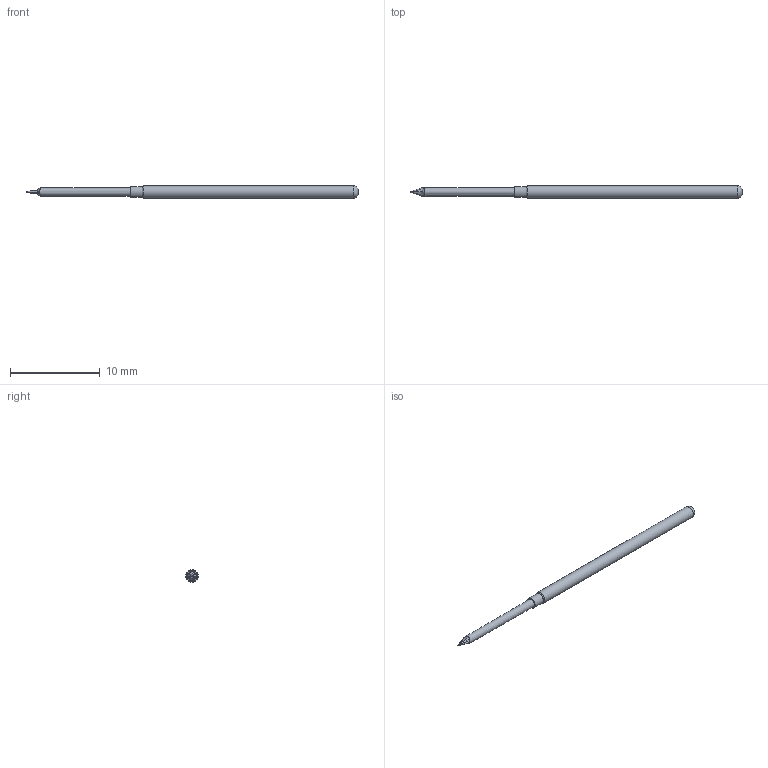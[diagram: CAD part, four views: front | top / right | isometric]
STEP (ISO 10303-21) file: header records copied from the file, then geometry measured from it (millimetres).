
FILE_DESCRIPTION (( 'STEP AP214' ), '1' );
FILE_NAME ('100-PR_409R_-S.STEP', '2017-10-06T18:12:48', ( '' ), ( '' ), 'SwSTEP 2.0', 'SolidWorks 2017', '' );
FILE_SCHEMA (( 'AUTOMOTIVE_DESIGN' ));
Length unit declared in the file: inch
Products named in the file (1): 100-PR_409R_-S
Bounding box: 37.09 x 1.37 x 1.37 mm (x, y, z)
Volume: 43.9 mm3; surface area: 141.4 mm2
Topology: 1 solids, 1 shells, 26 faces, 64 edges, 41 vertices
Faces by surface type: plane 19, cylinder 4, cone 2, torus 1
Full cylindrical faces by diameter (mm): 1.219 x1, 1.367 x1
Entity records: 1082 total; most frequent: CARTESIAN_POINT 169, ORIENTED_EDGE 112, DIRECTION 102, EDGE_CURVE 56, VERTEX_POINT 38, AXIS2_PLACEMENT_3D 35, LINE 32, EDGE_LOOP 32
